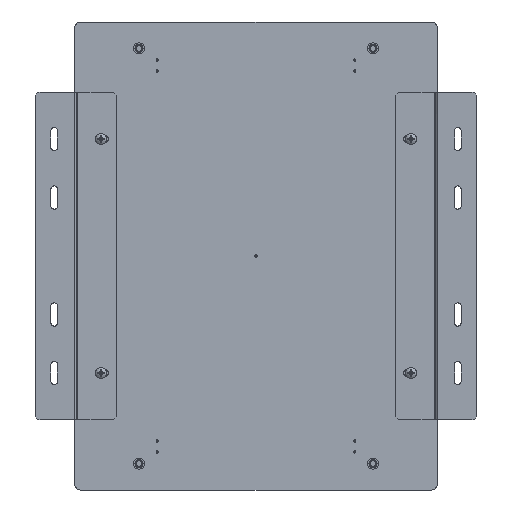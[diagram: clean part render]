
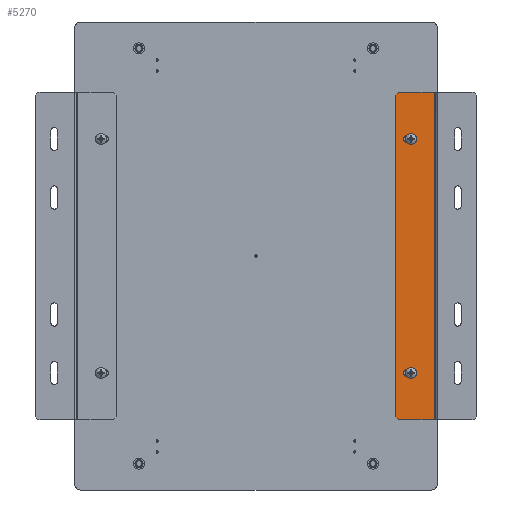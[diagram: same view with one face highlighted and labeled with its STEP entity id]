
A CAD part, front view. The second image highlights one B-rep face of the part: STEP entity #5270.
In plain terms, the highlighted face is planar.
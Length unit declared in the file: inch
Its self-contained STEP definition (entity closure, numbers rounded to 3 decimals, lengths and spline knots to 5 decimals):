
#529=LINE('',#10810,#809);
#535=LINE('',#10828,#815);
#566=LINE('',#10923,#846);
#570=LINE('',#10929,#850);
#577=LINE('',#10943,#857);
#580=LINE('',#10952,#860);
#583=LINE('',#10959,#863);
#586=LINE('',#10968,#866);
#589=LINE('',#10975,#869);
#616=LINE('',#11045,#896);
#809=VECTOR('',#6776,0.3937);
#815=VECTOR('',#6794,0.3937);
#846=VECTOR('',#6867,0.3937);
#850=VECTOR('',#6873,0.3937);
#857=VECTOR('',#6888,0.3937);
#860=VECTOR('',#6897,0.3937);
#863=VECTOR('',#6906,0.3937);
#866=VECTOR('',#6915,0.3937);
#869=VECTOR('',#6924,0.3937);
#896=VECTOR('',#7005,0.3937);
#1175=PLANE('',#5857);
#1289=FACE_BOUND('',#1914,.T.);
#1290=FACE_BOUND('',#1915,.T.);
#1535=FACE_OUTER_BOUND('',#1913,.T.);
#1913=EDGE_LOOP('',(#4524,#4525,#4526,#4527,#4528,#4529));
#1914=EDGE_LOOP('',(#4530,#4531,#4532,#4533));
#1915=EDGE_LOOP('',(#4534,#4535,#4536,#4537));
#2164=CIRCLE('',#5819,0.1405);
#2165=CIRCLE('',#5822,0.1405);
#2166=CIRCLE('',#5825,0.1405);
#2167=CIRCLE('',#5828,0.1405);
#2519=VERTEX_POINT('',#10806);
#2521=VERTEX_POINT('',#10809);
#2527=VERTEX_POINT('',#10827);
#2569=VERTEX_POINT('',#10921);
#2570=VERTEX_POINT('',#10922);
#2571=VERTEX_POINT('',#10927);
#2575=VERTEX_POINT('',#10945);
#2576=VERTEX_POINT('',#10946);
#2577=VERTEX_POINT('',#10951);
#2578=VERTEX_POINT('',#10955);
#2579=VERTEX_POINT('',#10961);
#2580=VERTEX_POINT('',#10962);
#2581=VERTEX_POINT('',#10967);
#2582=VERTEX_POINT('',#10971);
#3151=EDGE_CURVE('',#2521,#2519,#529,.T.);
#3160=EDGE_CURVE('',#2521,#2527,#535,.T.);
#3207=EDGE_CURVE('',#2569,#2570,#566,.T.);
#3211=EDGE_CURVE('',#2570,#2571,#570,.T.);
#3218=EDGE_CURVE('',#2571,#2527,#577,.T.);
#3219=EDGE_CURVE('',#2575,#2576,#2164,.T.);
#3222=EDGE_CURVE('',#2576,#2577,#580,.T.);
#3224=EDGE_CURVE('',#2577,#2578,#2165,.T.);
#3226=EDGE_CURVE('',#2578,#2575,#583,.T.);
#3227=EDGE_CURVE('',#2579,#2580,#2166,.T.);
#3230=EDGE_CURVE('',#2580,#2581,#586,.T.);
#3232=EDGE_CURVE('',#2581,#2582,#2167,.T.);
#3234=EDGE_CURVE('',#2582,#2579,#589,.T.);
#3269=EDGE_CURVE('',#2519,#2569,#616,.T.);
#4524=ORIENTED_EDGE('',*,*,#3151,.T.);
#4525=ORIENTED_EDGE('',*,*,#3269,.T.);
#4526=ORIENTED_EDGE('',*,*,#3207,.T.);
#4527=ORIENTED_EDGE('',*,*,#3211,.T.);
#4528=ORIENTED_EDGE('',*,*,#3218,.T.);
#4529=ORIENTED_EDGE('',*,*,#3160,.F.);
#4530=ORIENTED_EDGE('',*,*,#3224,.F.);
#4531=ORIENTED_EDGE('',*,*,#3222,.F.);
#4532=ORIENTED_EDGE('',*,*,#3219,.F.);
#4533=ORIENTED_EDGE('',*,*,#3226,.F.);
#4534=ORIENTED_EDGE('',*,*,#3232,.F.);
#4535=ORIENTED_EDGE('',*,*,#3230,.F.);
#4536=ORIENTED_EDGE('',*,*,#3227,.F.);
#4537=ORIENTED_EDGE('',*,*,#3234,.F.);
#5270=ADVANCED_FACE('',(#1535,#1289,#1290),#1175,.F.);
#5819=AXIS2_PLACEMENT_3D('',#10947,#6891,#6892);
#5822=AXIS2_PLACEMENT_3D('',#10956,#6901,#6902);
#5825=AXIS2_PLACEMENT_3D('',#10963,#6909,#6910);
#5828=AXIS2_PLACEMENT_3D('',#10972,#6919,#6920);
#5857=AXIS2_PLACEMENT_3D('',#11046,#7006,#7007);
#6776=DIRECTION('',(1.,0.,0.));
#6794=DIRECTION('',(0.,1.,0.));
#6867=DIRECTION('',(-0.707,0.707,0.));
#6873=DIRECTION('',(-1.,0.,0.));
#6888=DIRECTION('',(-0.707,-0.707,0.));
#6891=DIRECTION('center_axis',(0.,0.,1.));
#6892=DIRECTION('ref_axis',(1.,0.,0.));
#6897=DIRECTION('',(0.,-1.,0.));
#6901=DIRECTION('center_axis',(0.,0.,1.));
#6902=DIRECTION('ref_axis',(-1.,0.,0.));
#6906=DIRECTION('',(0.,1.,0.));
#6909=DIRECTION('center_axis',(0.,0.,1.));
#6910=DIRECTION('ref_axis',(-1.,0.,0.));
#6915=DIRECTION('',(0.,-1.,0.));
#6919=DIRECTION('center_axis',(0.,0.,1.));
#6920=DIRECTION('ref_axis',(1.,0.,0.));
#6924=DIRECTION('',(0.,1.,0.));
#7005=DIRECTION('',(0.,1.,0.));
#7006=DIRECTION('center_axis',(0.,0.,-1.));
#7007=DIRECTION('ref_axis',(-1.,0.,0.));
#10806=CARTESIAN_POINT('',(0.,0.068,0.));
#10809=CARTESIAN_POINT('',(-14.,0.068,0.));
#10810=CARTESIAN_POINT('',(-3.46878,0.068,0.));
#10827=CARTESIAN_POINT('',(-14.,1.599,0.));
#10828=CARTESIAN_POINT('',(-14.,0.,0.));
#10921=CARTESIAN_POINT('',(0.,1.599,0.));
#10922=CARTESIAN_POINT('',(-0.12,1.719,0.));
#10923=CARTESIAN_POINT('',(0.36975,1.22925,0.));
#10927=CARTESIAN_POINT('',(-13.88,1.719,0.));
#10929=CARTESIAN_POINT('',(0.,1.719,0.));
#10943=CARTESIAN_POINT('',(-10.86975,4.72925,0.));
#10945=CARTESIAN_POINT('',(-11.8595,1.23431,0.));
#10946=CARTESIAN_POINT('',(-12.1405,1.23431,0.));
#10947=CARTESIAN_POINT('Origin',(-12.,1.23431,0.));
#10951=CARTESIAN_POINT('',(-12.1405,1.01556,0.));
#10952=CARTESIAN_POINT('',(-12.1405,0.50778,0.));
#10955=CARTESIAN_POINT('',(-11.8595,1.01556,0.));
#10956=CARTESIAN_POINT('Origin',(-12.,1.01556,0.));
#10959=CARTESIAN_POINT('',(-11.8595,0.61716,0.));
#10961=CARTESIAN_POINT('',(-1.8595,1.23431,0.));
#10962=CARTESIAN_POINT('',(-2.1405,1.23431,0.));
#10963=CARTESIAN_POINT('Origin',(-2.,1.23431,0.));
#10967=CARTESIAN_POINT('',(-2.1405,1.01556,0.));
#10968=CARTESIAN_POINT('',(-2.1405,0.50778,0.));
#10971=CARTESIAN_POINT('',(-1.8595,1.01556,0.));
#10972=CARTESIAN_POINT('Origin',(-2.,1.01556,0.));
#10975=CARTESIAN_POINT('',(-1.8595,0.61716,0.));
#11045=CARTESIAN_POINT('',(0.,0.,0.));
#11046=CARTESIAN_POINT('Origin',(0.,0.,0.));
